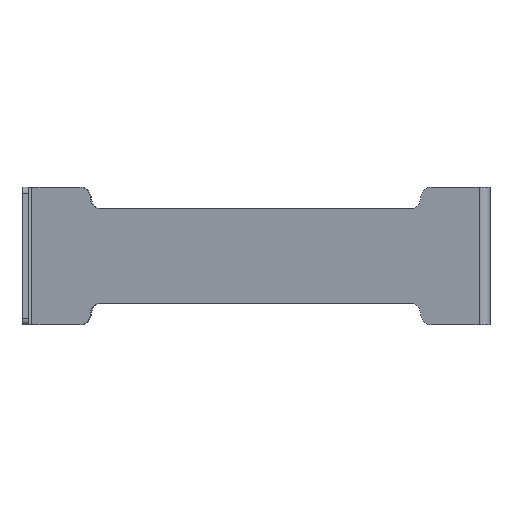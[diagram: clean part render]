
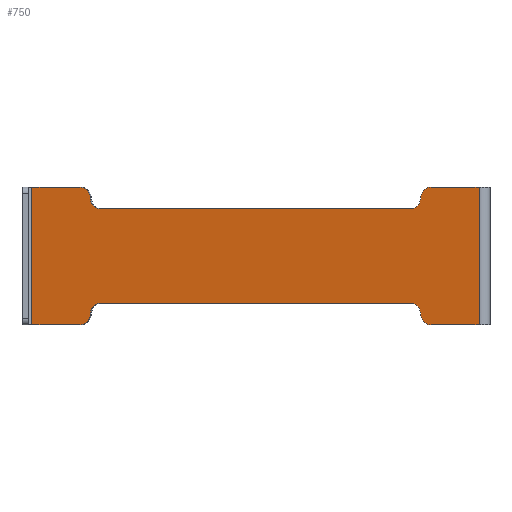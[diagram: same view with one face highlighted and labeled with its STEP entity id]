
A CAD part, left-side view. The second image highlights one B-rep face of the part: STEP entity #750.
In plain terms, the highlighted planar face has unit normal (-0.985, 0.17, 0).
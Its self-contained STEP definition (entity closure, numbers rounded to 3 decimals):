
#20 = ORIENTED_EDGE ( 'NONE', *, *, #1541, .F. ) ;
#63 = ORIENTED_EDGE ( 'NONE', *, *, #1814, .T. ) ;
#74 = VECTOR ( 'NONE', #311, 1000. ) ;
#98 = DIRECTION ( 'NONE',  ( 0., 0., -1. ) ) ;
#126 = CARTESIAN_POINT ( 'NONE',  ( 16.425, 144.83, 22.1 ) ) ;
#135 = LINE ( 'NONE', #126, #410 ) ;
#146 = VERTEX_POINT ( 'NONE', #598 ) ;
#153 = CARTESIAN_POINT ( 'NONE',  ( -5.693, 16.784, 22.1 ) ) ;
#163 = DIRECTION ( 'NONE',  ( -0.17, -0.985, 0. ) ) ;
#195 = FACE_OUTER_BOUND ( 'NONE', #1419, .T. ) ;
#197 = DIRECTION ( 'NONE',  ( -0.985, 0.17, 0. ) ) ;
#202 = EDGE_CURVE ( 'NONE', #1709, #1866, #331, .T. ) ;
#238 = EDGE_CURVE ( 'NONE', #1866, #986, #641, .T. ) ;
#241 = ORIENTED_EDGE ( 'NONE', *, *, #1127, .F. ) ;
#274 = CARTESIAN_POINT ( 'NONE',  ( 13.786, 129.556, 22.1 ) ) ;
#288 = CIRCLE ( 'NONE', #1764, 3.5 ) ;
#305 = ORIENTED_EDGE ( 'NONE', *, *, #238, .F. ) ;
#306 = VERTEX_POINT ( 'NONE', #517 ) ;
#311 = DIRECTION ( 'NONE',  ( -0.17, -0.985, 0. ) ) ;
#320 = DIRECTION ( 'NONE',  ( 0.985, -0.17, 0. ) ) ;
#331 = CIRCLE ( 'NONE', #1350, 3.5 ) ;
#332 = ORIENTED_EDGE ( 'NONE', *, *, #522, .F. ) ;
#336 = ORIENTED_EDGE ( 'NONE', *, *, #1333, .F. ) ;
#374 = DIRECTION ( 'NONE',  ( -0.985, 0.17, 0. ) ) ;
#382 = VECTOR ( 'NONE', #898, 1000. ) ;
#394 = ORIENTED_EDGE ( 'NONE', *, *, #1803, .T. ) ;
#410 = VECTOR ( 'NONE', #687, 1000. ) ;
#437 = VECTOR ( 'NONE', #163, 1000. ) ;
#438 = VERTEX_POINT ( 'NONE', #564 ) ;
#443 = AXIS2_PLACEMENT_3D ( 'NONE', #1574, #705, #1020 ) ;
#451 = CARTESIAN_POINT ( 'NONE',  ( 13.786, 129.556, 18.6 ) ) ;
#458 = CARTESIAN_POINT ( 'NONE',  ( -8.331, 1.511, 22.1 ) ) ;
#466 = CARTESIAN_POINT ( 'NONE',  ( -5.693, 16.784, 18.6 ) ) ;
#475 = ORIENTED_EDGE ( 'NONE', *, *, #1075, .T. ) ;
#489 = CARTESIAN_POINT ( 'NONE',  ( 16.425, 144.83, 22.1 ) ) ;
#501 = CARTESIAN_POINT ( 'NONE',  ( 12.595, 122.658, -15.1 ) ) ;
#517 = CARTESIAN_POINT ( 'NONE',  ( -4.501, 23.682, -15.1 ) ) ;
#522 = EDGE_CURVE ( 'NONE', #1211, #1839, #1631, .T. ) ;
#530 = CIRCLE ( 'NONE', #870, 3.5 ) ;
#539 = CARTESIAN_POINT ( 'NONE',  ( -5.693, 16.784, -18.6 ) ) ;
#564 = CARTESIAN_POINT ( 'NONE',  ( -4.501, 23.682, 15.1 ) ) ;
#572 = DIRECTION ( 'NONE',  ( 0.985, -0.17, 0. ) ) ;
#582 = LINE ( 'NONE', #1193, #1641 ) ;
#598 = CARTESIAN_POINT ( 'NONE',  ( 13.191, 126.107, -18.6 ) ) ;
#608 = ORIENTED_EDGE ( 'NONE', *, *, #1556, .T. ) ;
#637 = VERTEX_POINT ( 'NONE', #1225 ) ;
#641 = CIRCLE ( 'NONE', #1736, 3.5 ) ;
#645 = VERTEX_POINT ( 'NONE', #1851 ) ;
#662 = VECTOR ( 'NONE', #1110, 1000. ) ;
#664 = CARTESIAN_POINT ( 'NONE',  ( -4.501, 23.682, 18.6 ) ) ;
#687 = DIRECTION ( 'NONE',  ( 0., 0., -1. ) ) ;
#705 = DIRECTION ( 'NONE',  ( 0.985, -0.17, 0. ) ) ;
#713 = CARTESIAN_POINT ( 'NONE',  ( -4.501, 23.682, 15.1 ) ) ;
#726 = LINE ( 'NONE', #1171, #74 ) ;
#745 = AXIS2_PLACEMENT_3D ( 'NONE', #664, #374, #1087 ) ;
#750 = ADVANCED_FACE ( 'NONE', ( #195 ), #1798, .F. ) ;
#771 = ORIENTED_EDGE ( 'NONE', *, *, #1564, .F. ) ;
#774 = DIRECTION ( 'NONE',  ( 0.17, 0.985, 0. ) ) ;
#803 = CARTESIAN_POINT ( 'NONE',  ( -8.331, 1.511, -22.1 ) ) ;
#812 = CARTESIAN_POINT ( 'NONE',  ( -8.331, 1.511, -22.1 ) ) ;
#813 = ORIENTED_EDGE ( 'NONE', *, *, #964, .T. ) ;
#837 = VECTOR ( 'NONE', #1681, 1000. ) ;
#856 = CARTESIAN_POINT ( 'NONE',  ( 16.425, 144.83, -22.1 ) ) ;
#870 = AXIS2_PLACEMENT_3D ( 'NONE', #539, #572, #98 ) ;
#886 = EDGE_CURVE ( 'NONE', #645, #637, #530, .T. ) ;
#896 = ORIENTED_EDGE ( 'NONE', *, *, #202, .F. ) ;
#898 = DIRECTION ( 'NONE',  ( -0.17, -0.985, 0. ) ) ;
#927 = CARTESIAN_POINT ( 'NONE',  ( -5.097, 20.233, 18.6 ) ) ;
#947 = VERTEX_POINT ( 'NONE', #856 ) ;
#961 = CIRCLE ( 'NONE', #1309, 3.5 ) ;
#963 = VECTOR ( 'NONE', #1312, 1000. ) ;
#964 = EDGE_CURVE ( 'NONE', #645, #1504, #726, .T. ) ;
#986 = VERTEX_POINT ( 'NONE', #1336 ) ;
#1020 = DIRECTION ( 'NONE',  ( -0.17, -0.985, 0. ) ) ;
#1068 = VERTEX_POINT ( 'NONE', #1763 ) ;
#1075 = EDGE_CURVE ( 'NONE', #1613, #306, #582, .T. ) ;
#1077 = DIRECTION ( 'NONE',  ( 0.985, -0.17, 0. ) ) ;
#1085 = VERTEX_POINT ( 'NONE', #927 ) ;
#1087 = DIRECTION ( 'NONE',  ( 0., 0., -1. ) ) ;
#1110 = DIRECTION ( 'NONE',  ( 0., 0., 1. ) ) ;
#1127 = EDGE_CURVE ( 'NONE', #1068, #1709, #1366, .T. ) ;
#1138 = DIRECTION ( 'NONE',  ( -0.17, -0.985, 0. ) ) ;
#1171 = CARTESIAN_POINT ( 'NONE',  ( -5.693, 16.784, -22.1 ) ) ;
#1173 = CARTESIAN_POINT ( 'NONE',  ( -4.501, 23.682, -18.6 ) ) ;
#1186 = CIRCLE ( 'NONE', #745, 3.5 ) ;
#1193 = CARTESIAN_POINT ( 'NONE',  ( 12.595, 122.658, -15.1 ) ) ;
#1199 = ORIENTED_EDGE ( 'NONE', *, *, #1723, .T. ) ;
#1211 = VERTEX_POINT ( 'NONE', #1806 ) ;
#1225 = CARTESIAN_POINT ( 'NONE',  ( -5.097, 20.233, -18.6 ) ) ;
#1258 = DIRECTION ( 'NONE',  ( 0., 0., 1. ) ) ;
#1309 = AXIS2_PLACEMENT_3D ( 'NONE', #1553, #1696, #1258 ) ;
#1312 = DIRECTION ( 'NONE',  ( 0.17, 0.985, 0. ) ) ;
#1320 = CARTESIAN_POINT ( 'NONE',  ( 13.786, 129.556, -22.1 ) ) ;
#1333 = EDGE_CURVE ( 'NONE', #146, #1768, #1883, .T. ) ;
#1336 = CARTESIAN_POINT ( 'NONE',  ( 12.595, 122.658, 15.1 ) ) ;
#1340 = DIRECTION ( 'NONE',  ( 0.985, -0.17, 0. ) ) ;
#1350 = AXIS2_PLACEMENT_3D ( 'NONE', #451, #320, #1668 ) ;
#1366 = LINE ( 'NONE', #489, #837 ) ;
#1372 = CARTESIAN_POINT ( 'NONE',  ( -8.533, 0.34, -22.1 ) ) ;
#1419 = EDGE_LOOP ( 'NONE', ( #771, #475, #1666, #1812, #813, #608, #332, #1724, #20, #394, #305, #896, #241, #1199, #63, #336 ) ) ;
#1430 = DIRECTION ( 'NONE',  ( -0.985, 0.17, 0. ) ) ;
#1483 = DIRECTION ( 'NONE',  ( -0.17, -0.985, 0. ) ) ;
#1504 = VERTEX_POINT ( 'NONE', #812 ) ;
#1510 = CARTESIAN_POINT ( 'NONE',  ( 12.595, 122.658, 18.6 ) ) ;
#1541 = EDGE_CURVE ( 'NONE', #438, #1085, #1186, .T. ) ;
#1553 = CARTESIAN_POINT ( 'NONE',  ( 12.595, 122.658, -18.6 ) ) ;
#1556 = EDGE_CURVE ( 'NONE', #1504, #1839, #1817, .T. ) ;
#1564 = EDGE_CURVE ( 'NONE', #1613, #146, #961, .T. ) ;
#1574 = CARTESIAN_POINT ( 'NONE',  ( 13.786, 129.556, -18.6 ) ) ;
#1593 = LINE ( 'NONE', #713, #963 ) ;
#1613 = VERTEX_POINT ( 'NONE', #501 ) ;
#1631 = LINE ( 'NONE', #153, #437 ) ;
#1641 = VECTOR ( 'NONE', #1483, 1000. ) ;
#1666 = ORIENTED_EDGE ( 'NONE', *, *, #1689, .F. ) ;
#1668 = DIRECTION ( 'NONE',  ( 0., 0., 1. ) ) ;
#1671 = AXIS2_PLACEMENT_3D ( 'NONE', #1372, #1077, #1808 ) ;
#1675 = CIRCLE ( 'NONE', #1729, 3.5 ) ;
#1681 = DIRECTION ( 'NONE',  ( -0.17, -0.985, 0. ) ) ;
#1689 = EDGE_CURVE ( 'NONE', #637, #306, #288, .T. ) ;
#1696 = DIRECTION ( 'NONE',  ( -0.985, 0.17, 0. ) ) ;
#1709 = VERTEX_POINT ( 'NONE', #274 ) ;
#1723 = EDGE_CURVE ( 'NONE', #1068, #947, #135, .T. ) ;
#1724 = ORIENTED_EDGE ( 'NONE', *, *, #1836, .F. ) ;
#1729 = AXIS2_PLACEMENT_3D ( 'NONE', #466, #1340, #1775 ) ;
#1736 = AXIS2_PLACEMENT_3D ( 'NONE', #1510, #197, #774 ) ;
#1755 = CARTESIAN_POINT ( 'NONE',  ( 16.425, 144.83, -22.1 ) ) ;
#1763 = CARTESIAN_POINT ( 'NONE',  ( 16.425, 144.83, 22.1 ) ) ;
#1764 = AXIS2_PLACEMENT_3D ( 'NONE', #1173, #1430, #1138 ) ;
#1766 = CARTESIAN_POINT ( 'NONE',  ( 13.191, 126.107, 18.6 ) ) ;
#1768 = VERTEX_POINT ( 'NONE', #1320 ) ;
#1775 = DIRECTION ( 'NONE',  ( 0.17, 0.985, 0. ) ) ;
#1798 = PLANE ( 'NONE',  #1671 ) ;
#1803 = EDGE_CURVE ( 'NONE', #438, #986, #1593, .T. ) ;
#1806 = CARTESIAN_POINT ( 'NONE',  ( -5.693, 16.784, 22.1 ) ) ;
#1808 = DIRECTION ( 'NONE',  ( 0., 0., -1. ) ) ;
#1812 = ORIENTED_EDGE ( 'NONE', *, *, #886, .F. ) ;
#1814 = EDGE_CURVE ( 'NONE', #947, #1768, #1890, .T. ) ;
#1817 = LINE ( 'NONE', #803, #662 ) ;
#1836 = EDGE_CURVE ( 'NONE', #1085, #1211, #1675, .T. ) ;
#1839 = VERTEX_POINT ( 'NONE', #458 ) ;
#1851 = CARTESIAN_POINT ( 'NONE',  ( -5.693, 16.784, -22.1 ) ) ;
#1866 = VERTEX_POINT ( 'NONE', #1766 ) ;
#1883 = CIRCLE ( 'NONE', #443, 3.5 ) ;
#1890 = LINE ( 'NONE', #1755, #382 ) ;
